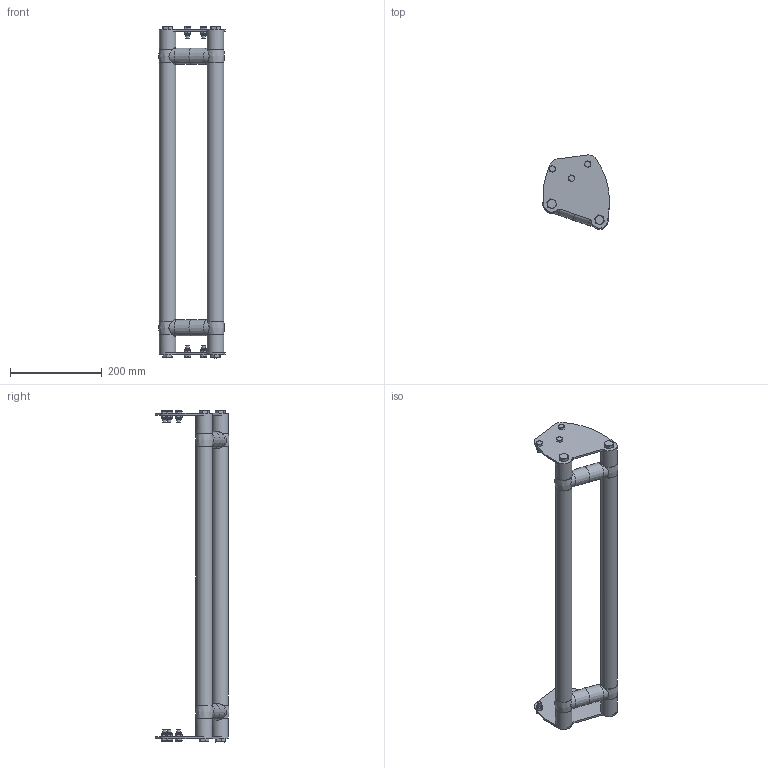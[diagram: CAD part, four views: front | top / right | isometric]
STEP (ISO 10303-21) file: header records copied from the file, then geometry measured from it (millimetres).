
FILE_DESCRIPTION(/* description */ ('Unknown'),/* implementation_level */ '2;1');
FILE_NAME(/* name */ '77-155752',/* time_stamp */ '2021-08-24T13:35:08+02:00',/* author */ ('Unknown'),/* organization */ ('Unknown'),/* preprocessor_version */ 'ST-DEVELOPER v16.7',/* originating_system */ 'Solid Edge',/* authorisation */ 'Unknown');
FILE_SCHEMA (('AUTOMOTIVE_DESIGN {1 0 10303 214 3 1 1}'));
Length unit declared in the file: millimetre
Products named in the file (1): 77-155752
Bounding box: 145.52 x 160.62 x 724 mm (x, y, z)
Volume: 1755808.8 mm3; surface area: 249225.2 mm2
Topology: 1 solids, 7 shells, 497 faces, 1278 edges, 737 vertices
Faces by surface type: plane 146, cone 142, bspline 109, torus 50, cylinder 42, sphere 8
Full cylindrical faces by diameter (mm): 7.805 x12, 9 x6, 35.406 x4, 36 x6
Entity records: 20495 total; most frequent: CARTESIAN_POINT 7173, ORIENTED_EDGE 2208, DIRECTION 1664, EDGE_CURVE 1104, AXIS2_PLACEMENT_3D 735, VERTEX_POINT 691, EDGE_LOOP 585, FACE_BOUND 585
